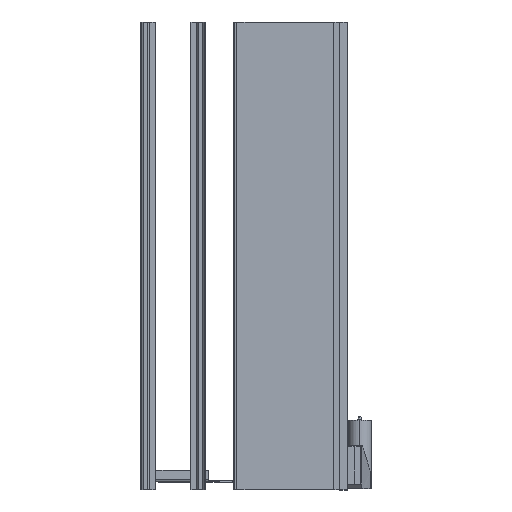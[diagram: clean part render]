
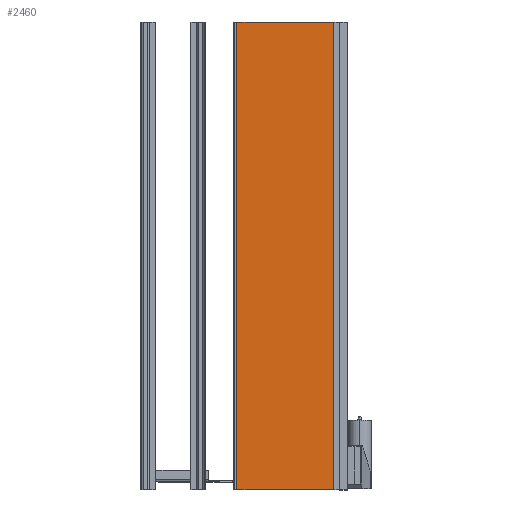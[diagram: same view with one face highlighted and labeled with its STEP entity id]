
A CAD part, top view. The second image highlights one B-rep face of the part: STEP entity #2460.
In plain terms, the highlighted planar face has unit normal (0, 0, 1).
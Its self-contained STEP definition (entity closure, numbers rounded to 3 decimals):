
#2418 = ORIENTED_EDGE ( 'NONE', *, *, #2419, .T. ) ;
#2419 = EDGE_CURVE ( 'NONE', #2466, #2441, #6893, .T. ) ;
#2441 = VERTEX_POINT ( 'NONE', #6926 ) ;
#2442 = ORIENTED_EDGE ( 'NONE', *, *, #2553, .F. ) ;
#2456 = EDGE_LOOP ( 'NONE', ( #2457, #2442, #2464, #2418 ) ) ;
#2457 = ORIENTED_EDGE ( 'NONE', *, *, #2458, .F. ) ;
#2458 = EDGE_CURVE ( 'NONE', #2532, #2441, #7042, .T. ) ;
#2460 = ADVANCED_FACE ( 'NONE', ( #7038 ), #7036, .F. ) ;
#2464 = ORIENTED_EDGE ( 'NONE', *, *, #2465, .F. ) ;
#2465 = EDGE_CURVE ( 'NONE', #2466, #2551, #7027, .T. ) ;
#2466 = VERTEX_POINT ( 'NONE', #7023 ) ;
#2532 = VERTEX_POINT ( 'NONE', #6879 ) ;
#2551 = VERTEX_POINT ( 'NONE', #6912 ) ;
#2553 = EDGE_CURVE ( 'NONE', #2551, #2532, #6947, .T. ) ;
#6879 = CARTESIAN_POINT ( 'NONE',  ( 853.5, 1800., 196. ) ) ;
#6892 = CARTESIAN_POINT ( 'NONE',  ( 1226.45, 1920., 196. ) ) ;
#6893 = LINE ( 'NONE', #6892, #6903 ) ;
#6902 = DIRECTION ( 'NONE',  ( 0., 1., 0. ) ) ;
#6903 = VECTOR ( 'NONE', #6902, 1000. ) ;
#6912 = CARTESIAN_POINT ( 'NONE',  ( 853.5, 0., 196. ) ) ;
#6926 = CARTESIAN_POINT ( 'NONE',  ( 1226.45, 1800., 196. ) ) ;
#6944 = DIRECTION ( 'NONE',  ( 0., 1., 0. ) ) ;
#6945 = VECTOR ( 'NONE', #6944, 1000. ) ;
#6946 = CARTESIAN_POINT ( 'NONE',  ( 853.5, 1920., 196. ) ) ;
#6947 = LINE ( 'NONE', #6946, #6945 ) ;
#7023 = CARTESIAN_POINT ( 'NONE',  ( 1226.45, 0., 196. ) ) ;
#7024 = DIRECTION ( 'NONE',  ( -1., 0., 0. ) ) ;
#7025 = VECTOR ( 'NONE', #7024, 1000. ) ;
#7026 = CARTESIAN_POINT ( 'NONE',  ( 853.5, 0., 196. ) ) ;
#7027 = LINE ( 'NONE', #7026, #7025 ) ;
#7032 = DIRECTION ( 'NONE',  ( -1., 0., 0. ) ) ;
#7033 = DIRECTION ( 'NONE',  ( 0., 0., -1. ) ) ;
#7034 = CARTESIAN_POINT ( 'NONE',  ( 853.5, 1920., 196. ) ) ;
#7035 = AXIS2_PLACEMENT_3D ( 'NONE', #7034, #7033, #7032 ) ;
#7036 = PLANE ( 'NONE',  #7035 ) ;
#7038 = FACE_OUTER_BOUND ( 'NONE', #2456, .T. ) ;
#7039 = DIRECTION ( 'NONE',  ( 1., 0., 0. ) ) ;
#7040 = VECTOR ( 'NONE', #7039, 1000. ) ;
#7041 = CARTESIAN_POINT ( 'NONE',  ( 853.5, 1800., 196. ) ) ;
#7042 = LINE ( 'NONE', #7041, #7040 ) ;
